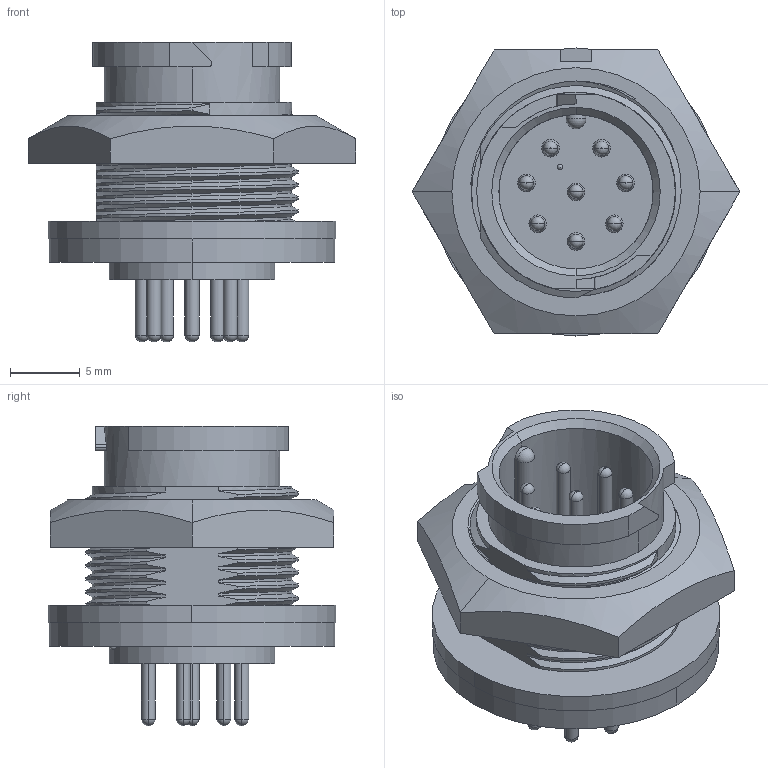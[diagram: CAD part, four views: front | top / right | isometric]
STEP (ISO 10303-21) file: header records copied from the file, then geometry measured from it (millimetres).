
FILE_DESCRIPTION (( 'STEP AP203' ), '1' );
FILE_NAME ('W7281-8PG-P-300.STEP', '2021-10-29T13:42:37', ( '' ), ( '' ), 'SwSTEP 2.0', 'SolidWorks 2020', '' );
FILE_SCHEMA (( 'CONFIG_CONTROL_DESIGN' ));
Length unit declared in the file: millimetre
Products named in the file (1): W7281-8PG-P-300
Bounding box: 23.46 x 20.62 x 21.46 mm (x, y, z)
Volume: 2911 mm3; surface area: 3078.5 mm2
Topology: 2 solids, 2 shells, 244 faces, 583 edges, 371 vertices
Faces by surface type: cylinder 112, plane 55, torus 32, bspline 22, cone 20, sphere 3
Entity records: 13329 total; most frequent: CARTESIAN_POINT 7902, ORIENTED_EDGE 1154, DIRECTION 1096, EDGE_CURVE 577, AXIS2_PLACEMENT_3D 450, VERTEX_POINT 368, EDGE_LOOP 277, ADVANCED_FACE 244
